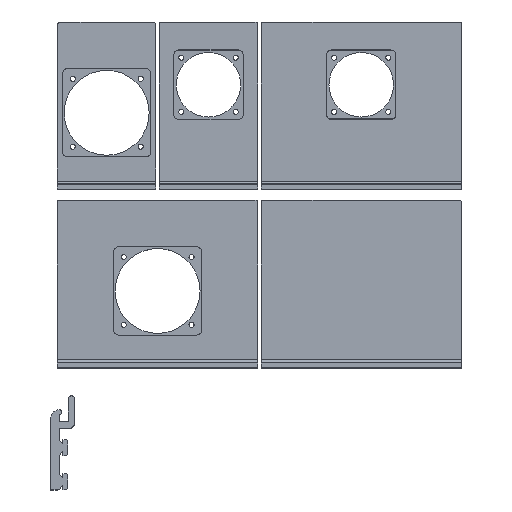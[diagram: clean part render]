
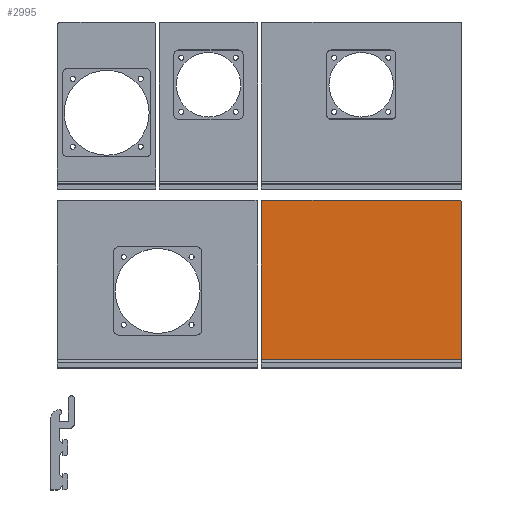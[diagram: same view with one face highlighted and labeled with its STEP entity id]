
A CAD part, top view. The second image highlights one B-rep face of the part: STEP entity #2995.
In plain terms, the highlighted planar face has unit normal (0, 0, 1).
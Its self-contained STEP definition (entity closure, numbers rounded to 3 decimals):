
#125=PLANE('',#3244);
#245=FACE_OUTER_BOUND('',#421,.T.);
#421=EDGE_LOOP('',(#2475,#2476,#2477,#2478,#2479,#2480,#2481,#2482));
#691=LINE('',#4822,#972);
#693=LINE('',#4829,#974);
#694=LINE('',#4831,#975);
#695=LINE('',#4833,#976);
#696=LINE('',#4835,#977);
#697=LINE('',#4836,#978);
#972=VECTOR('',#3906,10.);
#974=VECTOR('',#3914,10.);
#975=VECTOR('',#3915,10.);
#976=VECTOR('',#3916,10.);
#977=VECTOR('',#3917,10.);
#978=VECTOR('',#3918,10.);
#1141=CIRCLE('',#3240,1.);
#1142=CIRCLE('',#3243,1.);
#1398=VERTEX_POINT('',#4814);
#1399=VERTEX_POINT('',#4815);
#1400=VERTEX_POINT('',#4820);
#1401=VERTEX_POINT('',#4824);
#1402=VERTEX_POINT('',#4828);
#1403=VERTEX_POINT('',#4830);
#1404=VERTEX_POINT('',#4832);
#1405=VERTEX_POINT('',#4834);
#1777=EDGE_CURVE('',#1398,#1399,#1141,.T.);
#1781=EDGE_CURVE('',#1400,#1398,#691,.T.);
#1783=EDGE_CURVE('',#1401,#1400,#1142,.T.);
#1784=EDGE_CURVE('',#1402,#1401,#693,.T.);
#1785=EDGE_CURVE('',#1402,#1403,#694,.T.);
#1786=EDGE_CURVE('',#1403,#1404,#695,.T.);
#1787=EDGE_CURVE('',#1404,#1405,#696,.T.);
#1788=EDGE_CURVE('',#1399,#1405,#697,.T.);
#2475=ORIENTED_EDGE('',*,*,#1783,.F.);
#2476=ORIENTED_EDGE('',*,*,#1784,.F.);
#2477=ORIENTED_EDGE('',*,*,#1785,.T.);
#2478=ORIENTED_EDGE('',*,*,#1786,.T.);
#2479=ORIENTED_EDGE('',*,*,#1787,.T.);
#2480=ORIENTED_EDGE('',*,*,#1788,.F.);
#2481=ORIENTED_EDGE('',*,*,#1777,.F.);
#2482=ORIENTED_EDGE('',*,*,#1781,.F.);
#2995=ADVANCED_FACE('',(#245),#125,.T.);
#3240=AXIS2_PLACEMENT_3D('',#4816,#3899,#3900);
#3243=AXIS2_PLACEMENT_3D('',#4826,#3910,#3911);
#3244=AXIS2_PLACEMENT_3D('',#4827,#3912,#3913);
#3899=DIRECTION('center_axis',(0.,0.,
-1.));
#3900=DIRECTION('ref_axis',(0.707,0.707,0.));
#3906=DIRECTION('',(1.,0.,0.));
#3910=DIRECTION('center_axis',(0.,0.,
-1.));
#3911=DIRECTION('ref_axis',(-0.707,0.707,0.));
#3912=DIRECTION('center_axis',(0.,0.,
1.));
#3913=DIRECTION('ref_axis',(0.,1.,0.));
#3914=DIRECTION('',(0.,1.,0.));
#3915=DIRECTION('',(0.,-1.,0.));
#3916=DIRECTION('',(1.,0.,0.));
#3917=DIRECTION('',(0.,1.,0.));
#3918=DIRECTION('',(0.,-1.,0.));
#4814=CARTESIAN_POINT('',(207.,166.,28.));
#4815=CARTESIAN_POINT('',(208.,165.,28.));
#4816=CARTESIAN_POINT('Origin',(207.,165.,28.));
#4820=CARTESIAN_POINT('',(91.,166.,28.));
#4822=CARTESIAN_POINT('',(164.,166.,28.));
#4824=CARTESIAN_POINT('',(90.,165.,28.));
#4826=CARTESIAN_POINT('Origin',(91.,165.,28.));
#4827=CARTESIAN_POINT('Origin',(179.,72.001,28.));
#4828=CARTESIAN_POINT('',(90.,77.,28.));
#4829=CARTESIAN_POINT('',(90.,122.757,28.));
#4830=CARTESIAN_POINT('',(90.,72.001,28.));
#4831=CARTESIAN_POINT('',(90.,94.507,28.));
#4832=CARTESIAN_POINT('',(208.,72.001,28.));
#4833=CARTESIAN_POINT('',(179.,72.001,28.));
#4834=CARTESIAN_POINT('',(208.,77.,28.));
#4835=CARTESIAN_POINT('',(208.,94.507,28.));
#4836=CARTESIAN_POINT('',(208.,122.757,28.));
